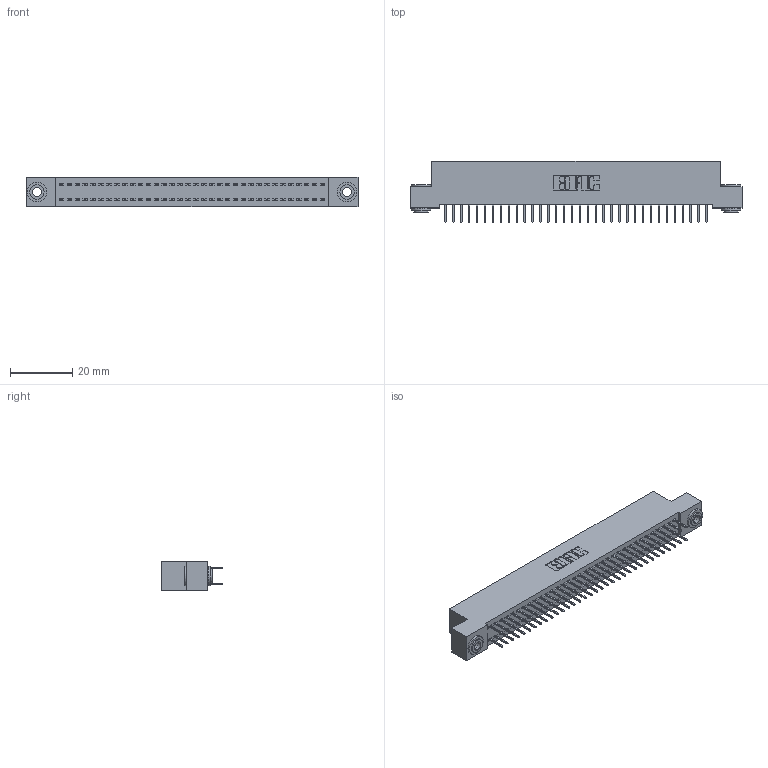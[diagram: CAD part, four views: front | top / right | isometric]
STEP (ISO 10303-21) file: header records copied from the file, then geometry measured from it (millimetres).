
FILE_DESCRIPTION (( 'STEP AP203' ), '1' );
FILE_NAME ('342-068-524-203.STEP', '2018-08-13T08:38:29', ( '' ), ( '' ), 'SwSTEP 2.0', 'SolidWorks 2016', '' );
FILE_SCHEMA (( 'CONFIG_CONTROL_DESIGN' ));
Length unit declared in the file: inch
Products named in the file (4): 342-250-002_345-250-002-102; 342-068-524-203; 342 Part_.156 TH; 345-292-001_345-293-124
Assembly tree (71 placements, depth 2):
  342-068-524-203
    342 Part_.156 TH
    345-292-001_345-293-124  x68
    342-250-002_345-250-002-102  x2
Bounding box: 106.68 x 19.69 x 9.4 mm (x, y, z)
Volume: 9467.2 mm3; surface area: 15159.6 mm2
Topology: 71 solids, 71 shells, 3956 faces, 11187 edges, 7182 vertices
Faces by surface type: plane 2932, cylinder 1016, cone 8
Entity records: 23500 total; most frequent: CARTESIAN_POINT 3877, ORIENTED_EDGE 3806, DIRECTION 3361, EDGE_CURVE 1903, LINE 1755, VECTOR 1755, VERTEX_POINT 1262, AXIS2_PLACEMENT_3D 803
